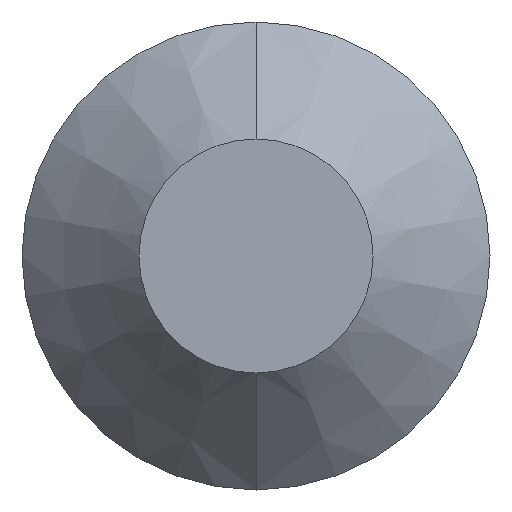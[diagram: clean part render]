
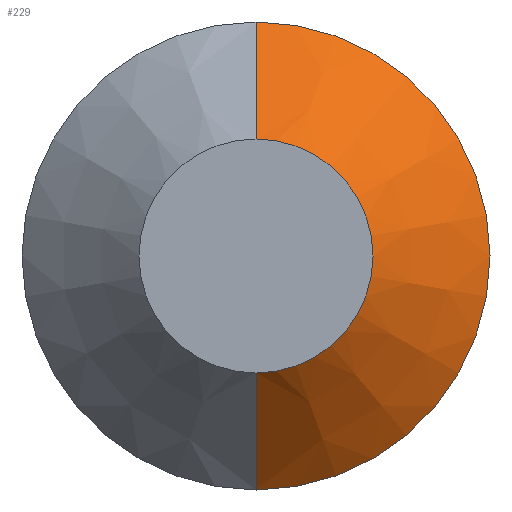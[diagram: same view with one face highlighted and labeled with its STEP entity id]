
A CAD part, front view. The second image highlights one B-rep face of the part: STEP entity #229.
In plain terms, the highlighted conical face has half-angle 45 degrees and reference radius 0.5 mm.
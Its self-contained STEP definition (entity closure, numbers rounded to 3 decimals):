
#3 = DIRECTION ( 'NONE',  ( 0., 0., 1. ) ) ;
#6 = DIRECTION ( 'NONE',  ( 0., 1., 0. ) ) ;
#30 = AXIS2_PLACEMENT_3D ( 'NONE', #191, #105, #81 ) ;
#32 = VECTOR ( 'NONE', #365, 1000. ) ;
#43 = DIRECTION ( 'NONE',  ( 0., 0., 1. ) ) ;
#78 = LINE ( 'NONE', #222, #32 ) ;
#81 = DIRECTION ( 'NONE',  ( 0., 0., 1. ) ) ;
#83 = DIRECTION ( 'NONE',  ( 0., 0.707, 0.707 ) ) ;
#91 = EDGE_CURVE ( 'NONE', #165, #184, #144, .T. ) ;
#105 = DIRECTION ( 'NONE',  ( 0., 1., 0. ) ) ;
#129 = CARTESIAN_POINT ( 'NONE',  ( 0., -6.5, 0. ) ) ;
#144 = CIRCLE ( 'NONE', #173, 1. ) ;
#165 = VERTEX_POINT ( 'NONE', #334 ) ;
#168 = CARTESIAN_POINT ( 'NONE',  ( 0., -7., 0. ) ) ;
#173 = AXIS2_PLACEMENT_3D ( 'NONE', #129, #6, #3 ) ;
#179 = VERTEX_POINT ( 'NONE', #300 ) ;
#184 = VERTEX_POINT ( 'NONE', #320 ) ;
#191 = CARTESIAN_POINT ( 'NONE',  ( 0., -7., 0. ) ) ;
#195 = CIRCLE ( 'NONE', #352, 0.5 ) ;
#210 = EDGE_CURVE ( 'NONE', #290, #179, #195, .T. ) ;
#222 = CARTESIAN_POINT ( 'NONE',  ( 0., -7., -0.5 ) ) ;
#225 = ORIENTED_EDGE ( 'NONE', *, *, #91, .F. ) ;
#229 = ADVANCED_FACE ( 'NONE', ( #286 ), #275, .T. ) ;
#230 = ORIENTED_EDGE ( 'NONE', *, *, #335, .F. ) ;
#238 = LINE ( 'NONE', #268, #333 ) ;
#243 = ORIENTED_EDGE ( 'NONE', *, *, #210, .T. ) ;
#263 = DIRECTION ( 'NONE',  ( 0., 1., 0. ) ) ;
#268 = CARTESIAN_POINT ( 'NONE',  ( 0., -7., 0.5 ) ) ;
#274 = CARTESIAN_POINT ( 'NONE',  ( 0., -7., 0.5 ) ) ;
#275 = CONICAL_SURFACE ( 'NONE', #30, 0.5, 0.785 ) ;
#282 = EDGE_LOOP ( 'NONE', ( #243, #354, #225, #230 ) ) ;
#286 = FACE_OUTER_BOUND ( 'NONE', #282, .T. ) ;
#290 = VERTEX_POINT ( 'NONE', #274 ) ;
#300 = CARTESIAN_POINT ( 'NONE',  ( 0., -7., -0.5 ) ) ;
#320 = CARTESIAN_POINT ( 'NONE',  ( 0., -6.5, -1. ) ) ;
#324 = EDGE_CURVE ( 'NONE', #179, #184, #78, .T. ) ;
#333 = VECTOR ( 'NONE', #83, 1000. ) ;
#334 = CARTESIAN_POINT ( 'NONE',  ( 0., -6.5, 1. ) ) ;
#335 = EDGE_CURVE ( 'NONE', #290, #165, #238, .T. ) ;
#352 = AXIS2_PLACEMENT_3D ( 'NONE', #168, #263, #43 ) ;
#354 = ORIENTED_EDGE ( 'NONE', *, *, #324, .T. ) ;
#365 = DIRECTION ( 'NONE',  ( 0., 0.707, -0.707 ) ) ;
